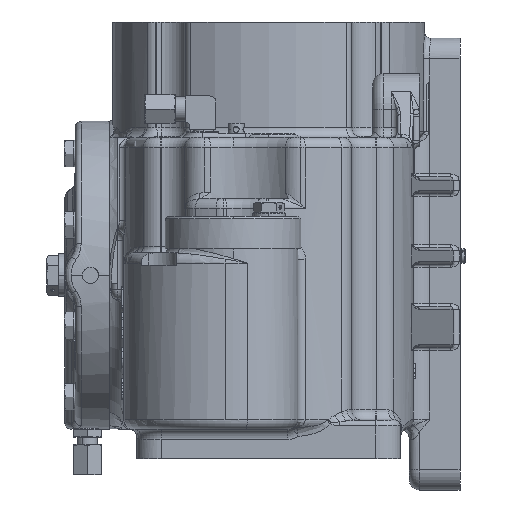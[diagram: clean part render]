
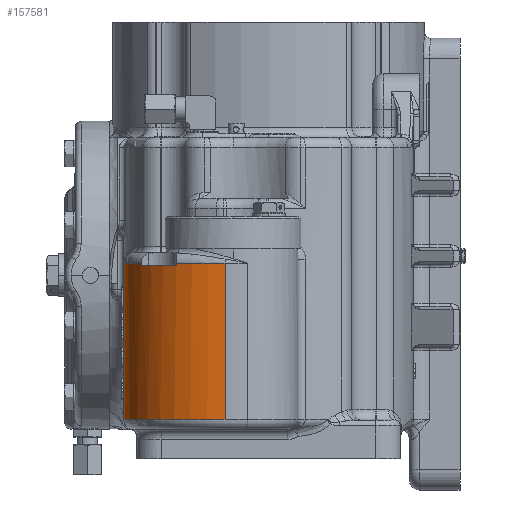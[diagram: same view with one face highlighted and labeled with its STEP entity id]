
A CAD part, left-side view. The second image highlights one B-rep face of the part: STEP entity #157581.
In plain terms, the highlighted cylindrical face has radius 50 mm (diameter 100 mm), a partial arc.
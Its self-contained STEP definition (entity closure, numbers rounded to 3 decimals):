
#19361 = ORIENTED_EDGE ( 'NONE', *, *, #28051, .F. ) ;
#19365 = ORIENTED_EDGE ( 'NONE', *, *, #218246, .T. ) ;
#19442 = ORIENTED_EDGE ( 'NONE', *, *, #28024, .T. ) ;
#19520 = ORIENTED_EDGE ( 'NONE', *, *, #28047, .F. ) ;
#19543 = ORIENTED_EDGE ( 'NONE', *, *, #28049, .T. ) ;
#21468 = ORIENTED_EDGE ( 'NONE', *, *, #52951, .F. ) ;
#21503 = ORIENTED_EDGE ( 'NONE', *, *, #28056, .T. ) ;
#21508 = ORIENTED_EDGE ( 'NONE', *, *, #51509, .T. ) ;
#24045 = CARTESIAN_POINT ( 'NONE',  ( -237.45, 21.5, 1.5 ) ) ;
#24047 = DIRECTION ( 'NONE',  ( 0., 0., -1. ) ) ;
#28024 = EDGE_CURVE ( 'NONE', #204725, #109054, #29869, .T. ) ;
#28047 = EDGE_CURVE ( 'NONE', #204724, #204723, #29874, .T. ) ;
#28049 = EDGE_CURVE ( 'NONE', #204724, #204725, #29873, .T. ) ;
#28051 = EDGE_CURVE ( 'NONE', #204723, #98471, #29875, .T. ) ;
#28056 = EDGE_CURVE ( 'NONE', #109053, #142644, #29881, .T. ) ;
#29869 = CIRCLE ( 'NONE', #40488, 50. ) ;
#29871 = VECTOR ( 'NONE', #137820, 1000. ) ;
#29873 = LINE ( 'NONE', #137786, #29871 ) ;
#29874 = CIRCLE ( 'NONE', #40483, 50. ) ;
#29875 = LINE ( 'NONE', #137821, #29876 ) ;
#29876 = VECTOR ( 'NONE', #137822, 1000. ) ;
#29881 = CIRCLE ( 'NONE', #40494, 50. ) ;
#40483 = AXIS2_PLACEMENT_3D ( 'NONE', #137808, #137818, #137819 ) ;
#40488 = AXIS2_PLACEMENT_3D ( 'NONE', #137721, #137738, #137739 ) ;
#40494 = AXIS2_PLACEMENT_3D ( 'NONE', #137826, #137828, #137829 ) ;
#48528 = CYLINDRICAL_SURFACE ( 'NONE', #190342, 50. ) ;
#48529 = FACE_OUTER_BOUND ( 'NONE', #200512, .T. ) ;
#49014 = CARTESIAN_POINT ( 'NONE',  ( -237.45, 21.5, -3.5 ) ) ;
#49016 = CARTESIAN_POINT ( 'NONE',  ( -237.45, 21.5, -80.5 ) ) ;
#51509 = EDGE_CURVE ( 'NONE', #109054, #109053, #219179, .T. ) ;
#52951 = EDGE_CURVE ( 'NONE', #142642, #142644, #203969, .T. ) ;
#54970 = AXIS2_PLACEMENT_3D ( 'NONE', #100729, #100733, #100735 ) ;
#65260 = CARTESIAN_POINT ( 'NONE',  ( -231.276, 45.569, -4.5 ) ) ;
#65262 = CARTESIAN_POINT ( 'NONE',  ( -215.5, 62.891, -4.5 ) ) ;
#65264 = CARTESIAN_POINT ( 'NONE',  ( -215.5, 62.891, -3.5 ) ) ;
#98471 = VERTEX_POINT ( 'NONE', #128382 ) ;
#98797 = CIRCLE ( 'NONE', #54970, 50. ) ;
#100729 = CARTESIAN_POINT ( 'NONE',  ( -187.45, 21.5, -3.5 ) ) ;
#100733 = DIRECTION ( 'NONE',  ( 0., 0., -1. ) ) ;
#100735 = DIRECTION ( 'NONE',  ( -1., 0., 0. ) ) ;
#109053 = VERTEX_POINT ( 'NONE', #150840 ) ;
#109054 = VERTEX_POINT ( 'NONE', #150842 ) ;
#128382 = CARTESIAN_POINT ( 'NONE',  ( -231.276, 45.569, -3.5 ) ) ;
#137721 = CARTESIAN_POINT ( 'NONE',  ( -187.45, 21.5, -3.5 ) ) ;
#137738 = DIRECTION ( 'NONE',  ( 0., 0., -1. ) ) ;
#137739 = DIRECTION ( 'NONE',  ( -1., 0., 0. ) ) ;
#137786 = CARTESIAN_POINT ( 'NONE',  ( -215.5, 62.891, -4.5 ) ) ;
#137808 = CARTESIAN_POINT ( 'NONE',  ( -187.45, 21.5, -4.5 ) ) ;
#137818 = DIRECTION ( 'NONE',  ( 0., 0., 1. ) ) ;
#137819 = DIRECTION ( 'NONE',  ( 1., 0., 0. ) ) ;
#137820 = DIRECTION ( 'NONE',  ( 0., 0., 1. ) ) ;
#137821 = CARTESIAN_POINT ( 'NONE',  ( -231.276, 45.569, -4.5 ) ) ;
#137822 = DIRECTION ( 'NONE',  ( 0., 0., 1. ) ) ;
#137826 = CARTESIAN_POINT ( 'NONE',  ( -187.45, 21.5, -80.5 ) ) ;
#137828 = DIRECTION ( 'NONE',  ( 0., 0., 1. ) ) ;
#137829 = DIRECTION ( 'NONE',  ( 1., 0., 0. ) ) ;
#142642 = VERTEX_POINT ( 'NONE', #49014 ) ;
#142644 = VERTEX_POINT ( 'NONE', #49016 ) ;
#150840 = CARTESIAN_POINT ( 'NONE',  ( -187.45, 71.5, -80.5 ) ) ;
#150842 = CARTESIAN_POINT ( 'NONE',  ( -187.45, 71.5, -3.5 ) ) ;
#157581 = ADVANCED_FACE ( 'NONE', ( #48529 ), #48528, .T. ) ;
#188282 = DIRECTION ( 'NONE',  ( 0., 0., -1. ) ) ;
#188285 = DIRECTION ( 'NONE',  ( -1., 0., 0. ) ) ;
#188300 = CARTESIAN_POINT ( 'NONE',  ( -187.45, 21.5, 1.5 ) ) ;
#190342 = AXIS2_PLACEMENT_3D ( 'NONE', #188300, #188282, #188285 ) ;
#200512 = EDGE_LOOP ( 'NONE', ( #21468, #19365, #19361, #19520, #19543, #19442, #21508, #21503 ) ) ;
#203969 = LINE ( 'NONE', #24045, #203971 ) ;
#203971 = VECTOR ( 'NONE', #24047, 1000. ) ;
#204723 = VERTEX_POINT ( 'NONE', #65260 ) ;
#204724 = VERTEX_POINT ( 'NONE', #65262 ) ;
#204725 = VERTEX_POINT ( 'NONE', #65264 ) ;
#210823 = CARTESIAN_POINT ( 'NONE',  ( -187.45, 71.5, 1.5 ) ) ;
#210845 = DIRECTION ( 'NONE',  ( 0., 0., -1. ) ) ;
#218246 = EDGE_CURVE ( 'NONE', #142642, #98471, #98797, .T. ) ;
#219176 = VECTOR ( 'NONE', #210845, 1000. ) ;
#219179 = LINE ( 'NONE', #210823, #219176 ) ;
